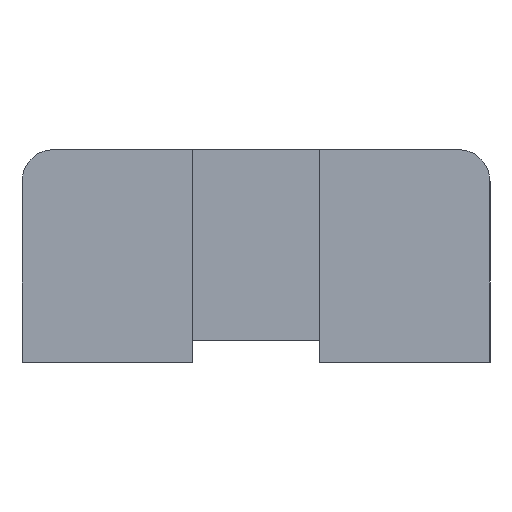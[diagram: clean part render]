
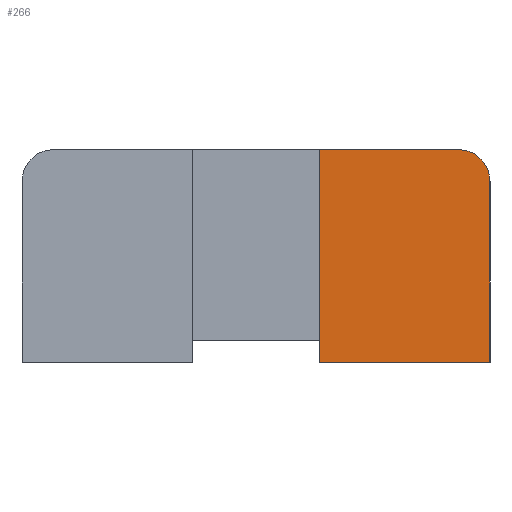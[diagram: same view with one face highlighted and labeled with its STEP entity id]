
A CAD part, left-side view. The second image highlights one B-rep face of the part: STEP entity #266.
In plain terms, the highlighted planar face has unit normal (-1, 0, 0).
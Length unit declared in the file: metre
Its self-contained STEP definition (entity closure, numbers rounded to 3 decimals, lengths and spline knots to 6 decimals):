
#22=CIRCLE('',#294,0.0075);
#44=ORIENTED_EDGE('',*,*,#115,.F.);
#45=ORIENTED_EDGE('',*,*,#116,.T.);
#46=ORIENTED_EDGE('',*,*,#117,.T.);
#47=ORIENTED_EDGE('',*,*,#105,.F.);
#48=ORIENTED_EDGE('',*,*,#118,.F.);
#105=EDGE_CURVE('',#141,#138,#165,.T.);
#115=EDGE_CURVE('',#150,#151,#22,.T.);
#116=EDGE_CURVE('',#150,#152,#175,.T.);
#117=EDGE_CURVE('',#152,#138,#176,.T.);
#118=EDGE_CURVE('',#151,#141,#177,.T.);
#138=VERTEX_POINT('',#389);
#141=VERTEX_POINT('',#394);
#150=VERTEX_POINT('',#417);
#151=VERTEX_POINT('',#418);
#152=VERTEX_POINT('',#420);
#165=LINE('',#395,#197);
#175=LINE('',#419,#207);
#176=LINE('',#421,#208);
#177=LINE('',#422,#209);
#197=VECTOR('',#320,1.);
#207=VECTOR('',#338,1.);
#208=VECTOR('',#339,1.);
#209=VECTOR('',#340,1.);
#226=EDGE_LOOP('',(#44,#45,#46,#47,#48));
#240=FACE_BOUND('',#226,.T.);
#254=PLANE('',#293);
#266=ADVANCED_FACE('',(#240),#254,.F.);
#293=AXIS2_PLACEMENT_3D('',#415,#334,#335);
#294=AXIS2_PLACEMENT_3D('',#416,#336,#337);
#320=DIRECTION('',(0.,1.,0.));
#334=DIRECTION('',(1.,0.,0.));
#335=DIRECTION('',(0.,1.,0.));
#336=DIRECTION('',(1.,0.,0.));
#337=DIRECTION('',(0.,-0.707,0.707));
#338=DIRECTION('',(0.,1.,0.));
#339=DIRECTION('',(0.,0.,-1.));
#340=DIRECTION('',(0.,0.,-1.));
#389=CARTESIAN_POINT('',(-0.025016,-0.03,0.02478));
#394=CARTESIAN_POINT('',(-0.025016,-0.07,0.02478));
#395=CARTESIAN_POINT('',(-0.025016,-0.07,0.02478));
#415=CARTESIAN_POINT('',(-0.025016,-0.015,0.05228));
#416=CARTESIAN_POINT('',(-0.025016,-0.0625,0.06728));
#417=CARTESIAN_POINT('',(-0.025016,-0.0625,0.07478));
#418=CARTESIAN_POINT('',(-0.025016,-0.07,0.06728));
#419=CARTESIAN_POINT('',(-0.025016,0.0125,0.07478));
#420=CARTESIAN_POINT('',(-0.025016,-0.03,0.07478));
#421=CARTESIAN_POINT('',(-0.025016,-0.03,0.06603));
#422=CARTESIAN_POINT('',(-0.025016,-0.07,0.07978));
